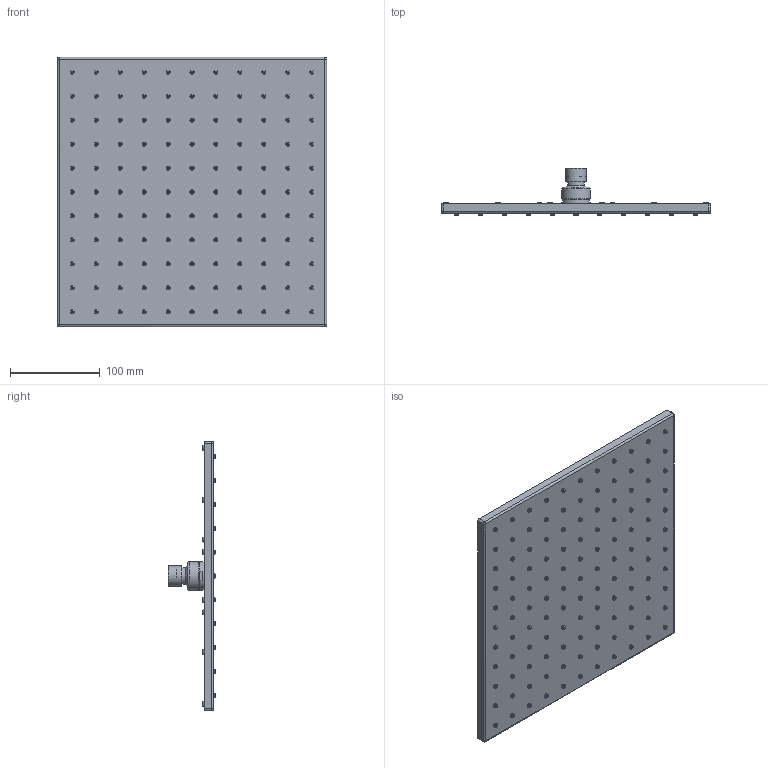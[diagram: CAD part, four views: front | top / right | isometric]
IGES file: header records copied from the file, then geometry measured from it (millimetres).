
Global section: file name: V379; native system: Autodesk Inventor 2018; preprocessor: unknown; author: adaniels; date: 20180123.150312; units: millimetre
Bounding box: 300 x 53 x 300 mm (x, y, z)
Volume: 967430.6 mm3; surface area: 206369.5 mm2
Topology: 3 solids, 7 shells, 997 faces, 2236 edges, 1545 vertices
Faces by surface type: bspline 997
